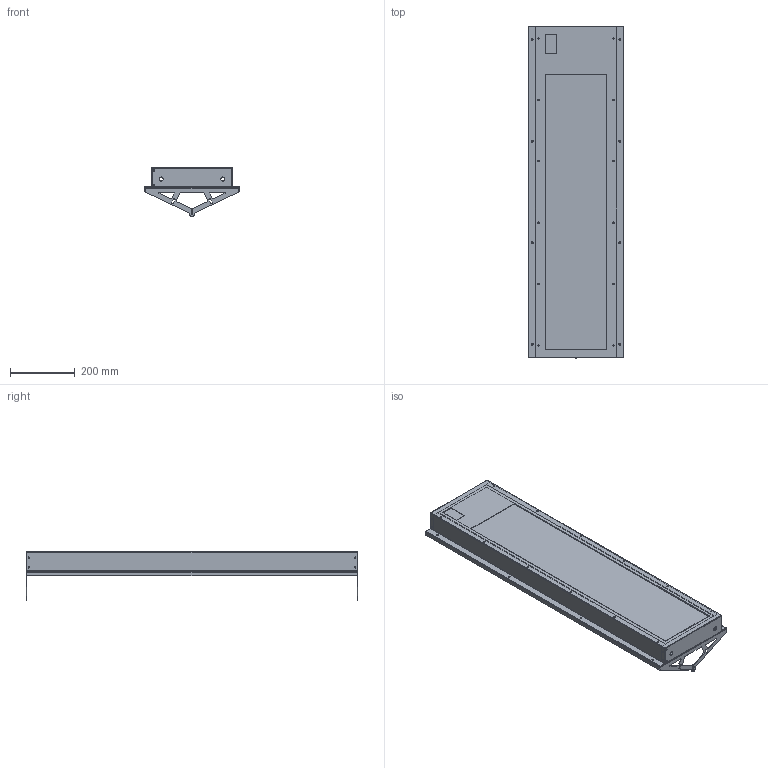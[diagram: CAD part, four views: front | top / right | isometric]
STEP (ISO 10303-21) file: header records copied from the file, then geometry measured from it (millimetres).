
FILE_DESCRIPTION (( 'STEP AP203' ), '1' );
FILE_NAME ('46009_LED_Leuchte_998_WAL_haengend_VK.STEP', '2017-03-01T15:24:23', ( '' ), ( '' ), 'SwSTEP 2.0', 'SolidWorks 2012', '' );
FILE_SCHEMA (( 'CONFIG_CONTROL_DESIGN' ));
Length unit declared in the file: millimetre
Products named in the file (8): 46009_LED_Leuchte_998_WAL_haengend_VK; 461XX_Abdeckrahmen_Haengeleuchte; 46141_Glascheibe_204x987x4; 46133_Abdeckrahmen_WAL; HUGRO 184_1505(grauGewinde kurz2_5); 46106_Dichtungsrahmen_210x993; 46138_Leuchtenkorpus_998; 46139_Abschlussdeckel_998
Assembly tree (9 placements, depth 2):
  46009_LED_Leuchte_998_WAL_haengend_VK
    46138_Leuchtenkorpus_998
    46139_Abschlussdeckel_998  x2
    46106_Dichtungsrahmen_210x993
    HUGRO 184_1505(grauGewinde kurz2_5)  x2
    46141_Glascheibe_204x987x4
    46133_Abdeckrahmen_WAL
    461XX_Abdeckrahmen_Haengeleuchte
Bounding box: 290 x 1023 x 150 mm (x, y, z)
Volume: 2524537.6 mm3; surface area: 2404694.1 mm2
Topology: 9 solids, 9 shells, 693 faces, 1833 edges, 1166 vertices
Faces by surface type: cylinder 365, plane 296, bspline 16, cone 16
Entity records: 20623 total; most frequent: CARTESIAN_POINT 3835, DIRECTION 3425, ORIENTED_EDGE 3202, EDGE_CURVE 1601, AXIS2_PLACEMENT_3D 1256, VERTEX_POINT 1018, VECTOR 913, LINE 913
